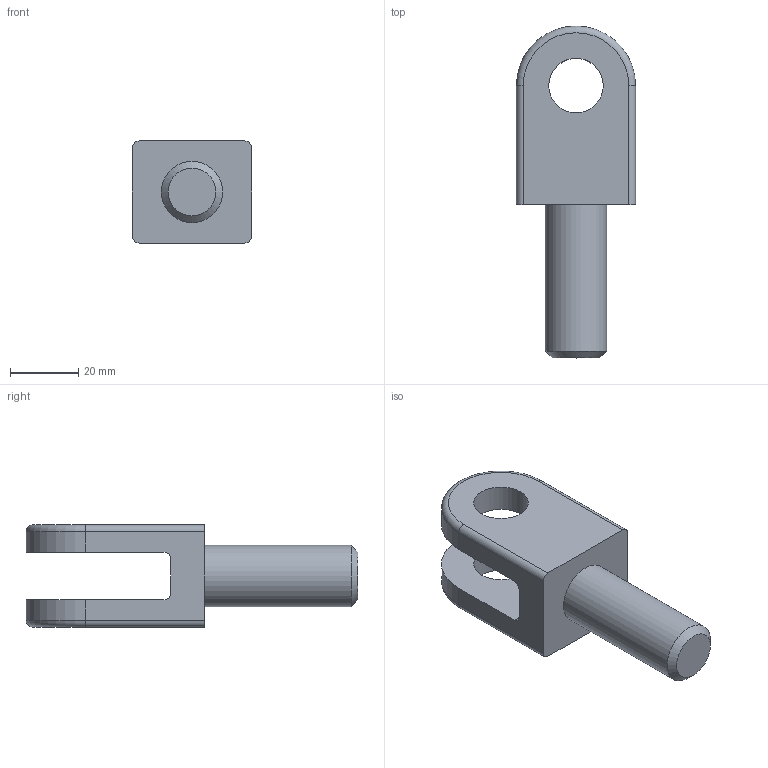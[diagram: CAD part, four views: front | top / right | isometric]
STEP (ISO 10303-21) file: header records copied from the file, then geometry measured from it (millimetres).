
FILE_DESCRIPTION(/* description */ (''),/* implementation_level */ '2;1');
FILE_NAME(/* name */ 'zadani_16.stp',/* time_stamp */ '2013-11-03T19:56:03+01:00',/* author */ ('jan_petrik'),/* organization */ (''),/* preprocessor_version */ 'ST-DEVELOPER v15.2',/* originating_system */ 'Autodesk Inventor 2014',/* authorisation */ '');
FILE_SCHEMA (('AUTOMOTIVE_DESIGN { 1 0 10303 214 3 1 1 }'));
Length unit declared in the file: millimetre
Products named in the file (1): zadani_16
Bounding box: 35 x 97.5 x 30 mm (x, y, z)
Volume: 40174.2 mm3; surface area: 12140.7 mm2
Topology: 1 solids, 1 shells, 23 faces, 56 edges, 36 vertices
Faces by surface type: cylinder 11, plane 9, torus 2, cone 1
Full cylindrical faces by diameter (mm): 16 x2, 18 x1
Entity records: 683 total; most frequent: DIRECTION 124, CARTESIAN_POINT 110, ORIENTED_EDGE 102, EDGE_CURVE 51, AXIS2_PLACEMENT_3D 49, VERTEX_POINT 35, EDGE_LOOP 32, LINE 26
